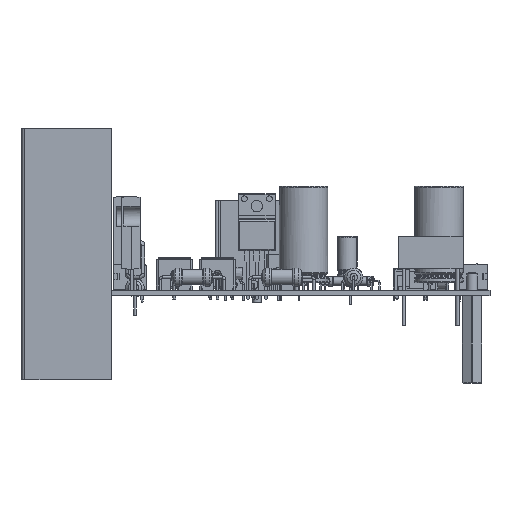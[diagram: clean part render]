
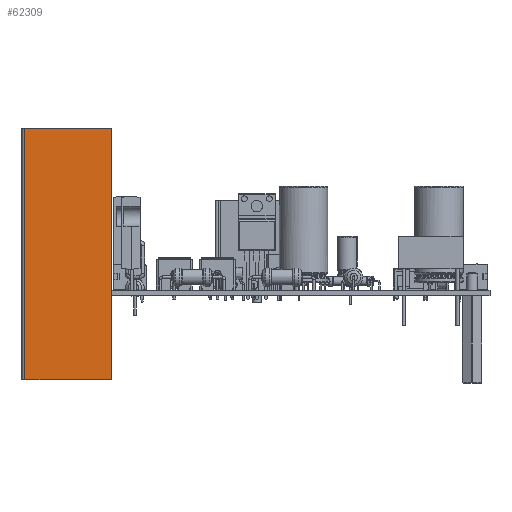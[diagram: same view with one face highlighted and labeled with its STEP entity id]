
A CAD part, left-side view. The second image highlights one B-rep face of the part: STEP entity #62309.
In plain terms, the highlighted planar face has unit normal (-1, 0, 0).
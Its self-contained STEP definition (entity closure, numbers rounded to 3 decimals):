
#62283 = VERTEX_POINT('',#62284);
#62284 = CARTESIAN_POINT('',(0.,0.,100.
    ));
#62290 = EDGE_CURVE('',#62291,#62283,#62293,.T.);
#62291 = VERTEX_POINT('',#62292);
#62292 = CARTESIAN_POINT('',(0.,0.,30.)
  );
#62293 = LINE('',#62294,#62295);
#62294 = CARTESIAN_POINT('',(0.,0.,30.)
  );
#62295 = VECTOR('',#62296,1.);
#62296 = DIRECTION('',(0.,0.,1.));
#62309 = ADVANCED_FACE('',(#62310),#62335,.T.);
#62310 = FACE_BOUND('',#62311,.T.);
#62311 = EDGE_LOOP('',(#62312,#62320,#62328,#62334));
#62312 = ORIENTED_EDGE('',*,*,#62313,.F.);
#62313 = EDGE_CURVE('',#62314,#62283,#62316,.T.);
#62314 = VERTEX_POINT('',#62315);
#62315 = CARTESIAN_POINT('',(0.,24.2,100.));
#62316 = LINE('',#62317,#62318);
#62317 = CARTESIAN_POINT('',(0.,24.2,100.));
#62318 = VECTOR('',#62319,1.);
#62319 = DIRECTION('',(0.,-1.,0.));
#62320 = ORIENTED_EDGE('',*,*,#62321,.F.);
#62321 = EDGE_CURVE('',#62322,#62314,#62324,.T.);
#62322 = VERTEX_POINT('',#62323);
#62323 = CARTESIAN_POINT('',(0.,24.2,30.));
#62324 = LINE('',#62325,#62326);
#62325 = CARTESIAN_POINT('',(0.,24.2,30.));
#62326 = VECTOR('',#62327,1.);
#62327 = DIRECTION('',(0.,0.,1.));
#62328 = ORIENTED_EDGE('',*,*,#62329,.T.);
#62329 = EDGE_CURVE('',#62322,#62291,#62330,.T.);
#62330 = LINE('',#62331,#62332);
#62331 = CARTESIAN_POINT('',(0.,24.2,30.));
#62332 = VECTOR('',#62333,1.);
#62333 = DIRECTION('',(0.,-1.,0.));
#62334 = ORIENTED_EDGE('',*,*,#62290,.T.);
#62335 = PLANE('',#62336);
#62336 = AXIS2_PLACEMENT_3D('',#62337,#62338,#62339);
#62337 = CARTESIAN_POINT('',(0.,24.2,30.));
#62338 = DIRECTION('',(-1.,0.,0.));
#62339 = DIRECTION('',(0.,-1.,0.));
